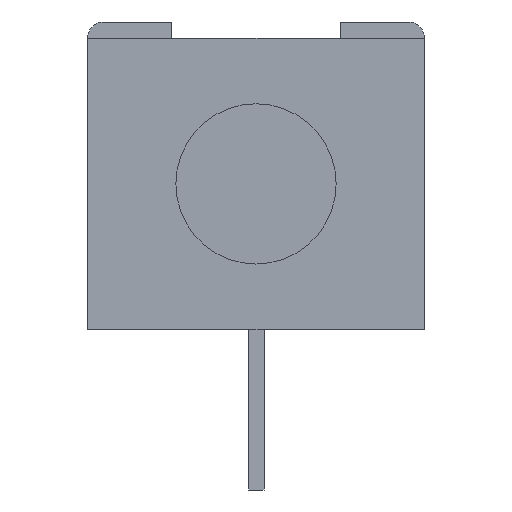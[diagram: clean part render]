
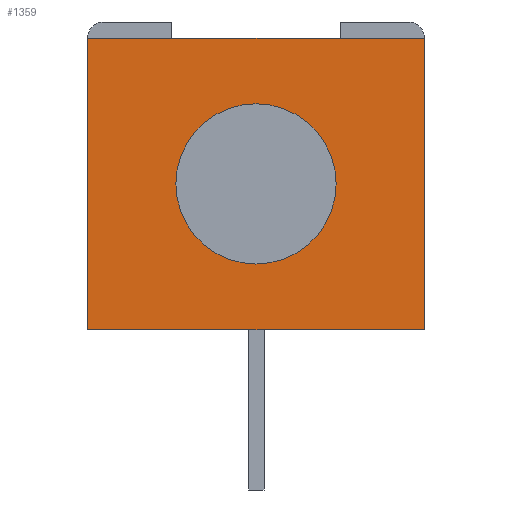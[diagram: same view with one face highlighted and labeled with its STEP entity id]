
A CAD part, left-side view. The second image highlights one B-rep face of the part: STEP entity #1359.
In plain terms, the highlighted planar face has unit normal (-1, 0, 0).
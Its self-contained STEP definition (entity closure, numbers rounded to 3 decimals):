
#125 = PLANE('',#126);
#126 = AXIS2_PLACEMENT_3D('',#127,#128,#129);
#127 = CARTESIAN_POINT('',(0.,0.,8.979));
#128 = DIRECTION('',(0.,1.,0.));
#129 = DIRECTION('',(0.,0.,1.));
#360 = VERTEX_POINT('',#361);
#361 = CARTESIAN_POINT('',(-37.75,0.,-0.));
#375 = PLANE('',#376);
#376 = AXIS2_PLACEMENT_3D('',#377,#378,#379);
#377 = CARTESIAN_POINT('',(37.75,0.,0.));
#378 = DIRECTION('',(0.,0.,-1.));
#379 = DIRECTION('',(-1.,0.,0.));
#387 = EDGE_CURVE('',#360,#388,#390,.T.);
#388 = VERTEX_POINT('',#389);
#389 = CARTESIAN_POINT('',(-37.75,0.,18.2));
#390 = SURFACE_CURVE('',#391,(#395,#402),.PCURVE_S1.);
#391 = LINE('',#392,#393);
#392 = CARTESIAN_POINT('',(-37.75,0.,0.));
#393 = VECTOR('',#394,1.);
#394 = DIRECTION('',(0.,0.,1.));
#395 = PCURVE('',#125,#396);
#396 = DEFINITIONAL_REPRESENTATION('',(#397),#401);
#397 = LINE('',#398,#399);
#398 = CARTESIAN_POINT('',(-8.979,-37.75));
#399 = VECTOR('',#400,1.);
#400 = DIRECTION('',(1.,0.));
#401 = ( GEOMETRIC_REPRESENTATION_CONTEXT(2) 
PARAMETRIC_REPRESENTATION_CONTEXT() REPRESENTATION_CONTEXT('2D SPACE',''
  ) );
#402 = PCURVE('',#403,#408);
#403 = PLANE('',#404);
#404 = AXIS2_PLACEMENT_3D('',#405,#406,#407);
#405 = CARTESIAN_POINT('',(-37.75,0.,0.));
#406 = DIRECTION('',(-1.,0.,0.));
#407 = DIRECTION('',(0.,0.,1.));
#408 = DEFINITIONAL_REPRESENTATION('',(#409),#413);
#409 = LINE('',#410,#411);
#410 = CARTESIAN_POINT('',(0.,0.));
#411 = VECTOR('',#412,1.);
#412 = DIRECTION('',(1.,0.));
#413 = ( GEOMETRIC_REPRESENTATION_CONTEXT(2) 
PARAMETRIC_REPRESENTATION_CONTEXT() REPRESENTATION_CONTEXT('2D SPACE',''
  ) );
#431 = PLANE('',#432);
#432 = AXIS2_PLACEMENT_3D('',#433,#434,#435);
#433 = CARTESIAN_POINT('',(-37.75,0.,18.2));
#434 = DIRECTION('',(0.,0.,1.));
#435 = DIRECTION('',(1.,0.,0.));
#1015 = PLANE('',#1016);
#1016 = AXIS2_PLACEMENT_3D('',#1017,#1018,#1019);
#1017 = CARTESIAN_POINT('',(0.,-21.,8.979));
#1018 = DIRECTION('',(0.,1.,0.));
#1019 = DIRECTION('',(0.,0.,1.));
#1088 = VERTEX_POINT('',#1089);
#1089 = CARTESIAN_POINT('',(-37.75,-21.,0.));
#1110 = EDGE_CURVE('',#360,#1088,#1111,.T.);
#1111 = SURFACE_CURVE('',#1112,(#1116,#1123),.PCURVE_S1.);
#1112 = LINE('',#1113,#1114);
#1113 = CARTESIAN_POINT('',(-37.75,0.,0.));
#1114 = VECTOR('',#1115,1.);
#1115 = DIRECTION('',(0.,-1.,0.));
#1116 = PCURVE('',#375,#1117);
#1117 = DEFINITIONAL_REPRESENTATION('',(#1118),#1122);
#1118 = LINE('',#1119,#1120);
#1119 = CARTESIAN_POINT('',(75.5,0.));
#1120 = VECTOR('',#1121,1.);
#1121 = DIRECTION('',(0.,-1.));
#1122 = ( GEOMETRIC_REPRESENTATION_CONTEXT(2) 
PARAMETRIC_REPRESENTATION_CONTEXT() REPRESENTATION_CONTEXT('2D SPACE',''
  ) );
#1123 = PCURVE('',#403,#1124);
#1124 = DEFINITIONAL_REPRESENTATION('',(#1125),#1129);
#1125 = LINE('',#1126,#1127);
#1126 = CARTESIAN_POINT('',(0.,0.));
#1127 = VECTOR('',#1128,1.);
#1128 = DIRECTION('',(0.,-1.));
#1129 = ( GEOMETRIC_REPRESENTATION_CONTEXT(2) 
PARAMETRIC_REPRESENTATION_CONTEXT() REPRESENTATION_CONTEXT('2D SPACE',''
  ) );
#1359 = ADVANCED_FACE('',(#1360,#1408),#403,.T.);
#1360 = FACE_BOUND('',#1361,.T.);
#1361 = EDGE_LOOP('',(#1362,#1363,#1386,#1407));
#1362 = ORIENTED_EDGE('',*,*,#1110,.T.);
#1363 = ORIENTED_EDGE('',*,*,#1364,.T.);
#1364 = EDGE_CURVE('',#1088,#1365,#1367,.T.);
#1365 = VERTEX_POINT('',#1366);
#1366 = CARTESIAN_POINT('',(-37.75,-21.,18.2));
#1367 = SURFACE_CURVE('',#1368,(#1372,#1379),.PCURVE_S1.);
#1368 = LINE('',#1369,#1370);
#1369 = CARTESIAN_POINT('',(-37.75,-21.,0.));
#1370 = VECTOR('',#1371,1.);
#1371 = DIRECTION('',(0.,0.,1.));
#1372 = PCURVE('',#403,#1373);
#1373 = DEFINITIONAL_REPRESENTATION('',(#1374),#1378);
#1374 = LINE('',#1375,#1376);
#1375 = CARTESIAN_POINT('',(0.,-21.));
#1376 = VECTOR('',#1377,1.);
#1377 = DIRECTION('',(1.,0.));
#1378 = ( GEOMETRIC_REPRESENTATION_CONTEXT(2) 
PARAMETRIC_REPRESENTATION_CONTEXT() REPRESENTATION_CONTEXT('2D SPACE',''
  ) );
#1379 = PCURVE('',#1015,#1380);
#1380 = DEFINITIONAL_REPRESENTATION('',(#1381),#1385);
#1381 = LINE('',#1382,#1383);
#1382 = CARTESIAN_POINT('',(-8.979,-37.75));
#1383 = VECTOR('',#1384,1.);
#1384 = DIRECTION('',(1.,0.));
#1385 = ( GEOMETRIC_REPRESENTATION_CONTEXT(2) 
PARAMETRIC_REPRESENTATION_CONTEXT() REPRESENTATION_CONTEXT('2D SPACE',''
  ) );
#1386 = ORIENTED_EDGE('',*,*,#1387,.F.);
#1387 = EDGE_CURVE('',#388,#1365,#1388,.T.);
#1388 = SURFACE_CURVE('',#1389,(#1393,#1400),.PCURVE_S1.);
#1389 = LINE('',#1390,#1391);
#1390 = CARTESIAN_POINT('',(-37.75,0.,18.2));
#1391 = VECTOR('',#1392,1.);
#1392 = DIRECTION('',(0.,-1.,0.));
#1393 = PCURVE('',#403,#1394);
#1394 = DEFINITIONAL_REPRESENTATION('',(#1395),#1399);
#1395 = LINE('',#1396,#1397);
#1396 = CARTESIAN_POINT('',(18.2,0.));
#1397 = VECTOR('',#1398,1.);
#1398 = DIRECTION('',(0.,-1.));
#1399 = ( GEOMETRIC_REPRESENTATION_CONTEXT(2) 
PARAMETRIC_REPRESENTATION_CONTEXT() REPRESENTATION_CONTEXT('2D SPACE',''
  ) );
#1400 = PCURVE('',#431,#1401);
#1401 = DEFINITIONAL_REPRESENTATION('',(#1402),#1406);
#1402 = LINE('',#1403,#1404);
#1403 = CARTESIAN_POINT('',(0.,0.));
#1404 = VECTOR('',#1405,1.);
#1405 = DIRECTION('',(0.,-1.));
#1406 = ( GEOMETRIC_REPRESENTATION_CONTEXT(2) 
PARAMETRIC_REPRESENTATION_CONTEXT() REPRESENTATION_CONTEXT('2D SPACE',''
  ) );
#1407 = ORIENTED_EDGE('',*,*,#387,.F.);
#1408 = FACE_BOUND('',#1409,.T.);
#1409 = EDGE_LOOP('',(#1410));
#1410 = ORIENTED_EDGE('',*,*,#1411,.F.);
#1411 = EDGE_CURVE('',#1412,#1412,#1414,.T.);
#1412 = VERTEX_POINT('',#1413);
#1413 = CARTESIAN_POINT('',(-37.75,-10.5,4.1));
#1414 = SURFACE_CURVE('',#1415,(#1420,#1427),.PCURVE_S1.);
#1415 = CIRCLE('',#1416,5.);
#1416 = AXIS2_PLACEMENT_3D('',#1417,#1418,#1419);
#1417 = CARTESIAN_POINT('',(-37.75,-10.5,9.1));
#1418 = DIRECTION('',(-1.,0.,0.));
#1419 = DIRECTION('',(0.,0.,-1.));
#1420 = PCURVE('',#403,#1421);
#1421 = DEFINITIONAL_REPRESENTATION('',(#1422),#1426);
#1422 = CIRCLE('',#1423,5.);
#1423 = AXIS2_PLACEMENT_2D('',#1424,#1425);
#1424 = CARTESIAN_POINT('',(9.1,-10.5));
#1425 = DIRECTION('',(-1.,0.));
#1426 = ( GEOMETRIC_REPRESENTATION_CONTEXT(2) 
PARAMETRIC_REPRESENTATION_CONTEXT() REPRESENTATION_CONTEXT('2D SPACE',''
  ) );
#1427 = PCURVE('',#1428,#1433);
#1428 = CYLINDRICAL_SURFACE('',#1429,5.);
#1429 = AXIS2_PLACEMENT_3D('',#1430,#1431,#1432);
#1430 = CARTESIAN_POINT('',(-37.75,-10.5,9.1));
#1431 = DIRECTION('',(-1.,-0.,0.));
#1432 = DIRECTION('',(0.,0.,-1.));
#1433 = DEFINITIONAL_REPRESENTATION('',(#1434),#1437);
#1434 = B_SPLINE_CURVE_WITH_KNOTS('',1,(#1435,#1436),.UNSPECIFIED.,.F.,
  .F.,(2,2),(0.,6.283),.PIECEWISE_BEZIER_KNOTS.);
#1435 = CARTESIAN_POINT('',(0.,0.));
#1436 = CARTESIAN_POINT('',(6.283,0.));
#1437 = ( GEOMETRIC_REPRESENTATION_CONTEXT(2) 
PARAMETRIC_REPRESENTATION_CONTEXT() REPRESENTATION_CONTEXT('2D SPACE',''
  ) );
